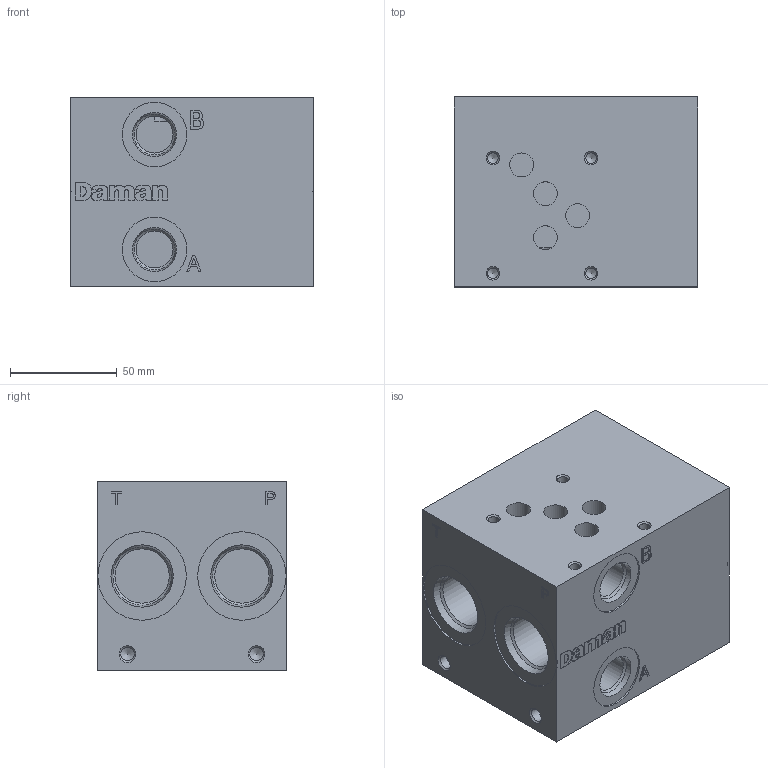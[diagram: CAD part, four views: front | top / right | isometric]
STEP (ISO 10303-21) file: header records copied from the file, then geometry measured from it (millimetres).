
FILE_DESCRIPTION( ( 'STEP AP214' ), ' ' );
FILE_NAME( 'AD05P013S_S.stp', '2018-05-10T03:10:13', ( '' ), ( '' ), ' ', 'PARTsolutions', ' ' );
FILE_SCHEMA( ( 'AUTOMOTIVE_DESIGN { 1 0 10303 214 1 1 1 1 }' ) );
Length unit declared in the file: inch
Products named in the file (1): _AD05P013S/S
Bounding box: 114.3 x 88.9 x 88.9 mm (x, y, z)
Volume: 810882.4 mm3; surface area: 73058.4 mm2
Topology: 1 solids, 1 shells, 257 faces, 634 edges, 413 vertices
Faces by surface type: plane 157, cylinder 68, cone 32
Full cylindrical faces by diameter (mm): 4.976 x4, 6.411 x4, 11.201 x4, 17.33 x2, 22.25 x1, 23.749 x1, 25.461 x4, 26.213 x1, 27.407 x1, 30.251 x2, 41.453 x4
Entity records: 9278 total; most frequent: CARTESIAN_POINT 1278, DIRECTION 1230, ORIENTED_EDGE 1116, EDGE_CURVE 558, AXIS2_PLACEMENT_3D 416, VERTEX_POINT 406, LINE 398, VECTOR 398
